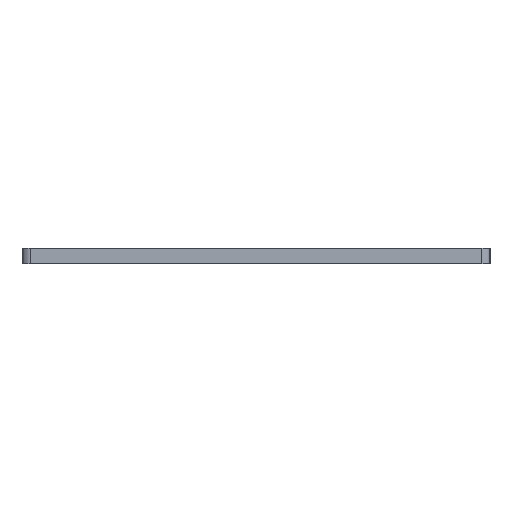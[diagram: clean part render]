
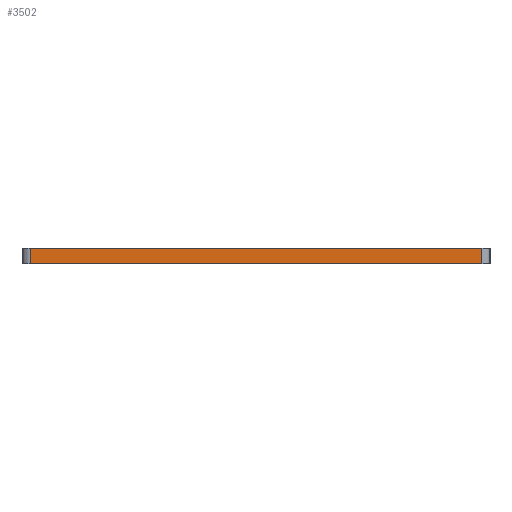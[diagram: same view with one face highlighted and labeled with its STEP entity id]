
A CAD part, left-side view. The second image highlights one B-rep face of the part: STEP entity #3502.
In plain terms, the highlighted planar face has unit normal (-1, 0, 0).
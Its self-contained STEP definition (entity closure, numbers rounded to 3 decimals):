
#239=PLANE('',#3711);
#414=FACE_OUTER_BOUND('',#578,.T.);
#578=EDGE_LOOP('',(#3013,#3014,#3015,#3016));
#1104=LINE('',#5496,#1546);
#1105=LINE('',#5499,#1547);
#1106=LINE('',#5501,#1548);
#1107=LINE('',#5502,#1549);
#1546=VECTOR('',#4535,10.);
#1547=VECTOR('',#4538,10.);
#1548=VECTOR('',#4539,10.);
#1549=VECTOR('',#4540,10.);
#1896=VERTEX_POINT('',#5492);
#1897=VERTEX_POINT('',#5494);
#1898=VERTEX_POINT('',#5498);
#1899=VERTEX_POINT('',#5500);
#2369=EDGE_CURVE('',#1896,#1897,#1104,.T.);
#2370=EDGE_CURVE('',#1896,#1898,#1105,.T.);
#2371=EDGE_CURVE('',#1899,#1897,#1106,.T.);
#2372=EDGE_CURVE('',#1898,#1899,#1107,.T.);
#3013=ORIENTED_EDGE('',*,*,#2370,.F.);
#3014=ORIENTED_EDGE('',*,*,#2369,.T.);
#3015=ORIENTED_EDGE('',*,*,#2371,.F.);
#3016=ORIENTED_EDGE('',*,*,#2372,.F.);
#3502=ADVANCED_FACE('',(#414),#239,.T.);
#3711=AXIS2_PLACEMENT_3D('',#5497,#4536,#4537);
#4535=DIRECTION('',(0.,0.,-1.));
#4536=DIRECTION('center_axis',(-1.,0.,0.));
#4537=DIRECTION('ref_axis',(0.,1.,0.));
#4538=DIRECTION('',(0.,-1.,0.));
#4539=DIRECTION('',(0.,1.,0.));
#4540=DIRECTION('',(0.,0.,-1.));
#5492=CARTESIAN_POINT('',(27.53,-28.582,0.));
#5494=CARTESIAN_POINT('',(27.53,-28.582,-2.));
#5496=CARTESIAN_POINT('',(27.53,-28.582,0.));
#5497=CARTESIAN_POINT('Origin',(27.522,-85.729,0.));
#5498=CARTESIAN_POINT('',(27.522,-85.729,0.));
#5499=CARTESIAN_POINT('',(27.53,-28.582,0.));
#5500=CARTESIAN_POINT('',(27.522,-85.729,-2.));
#5501=CARTESIAN_POINT('',(27.53,-28.582,-2.));
#5502=CARTESIAN_POINT('',(27.522,-85.729,0.));
